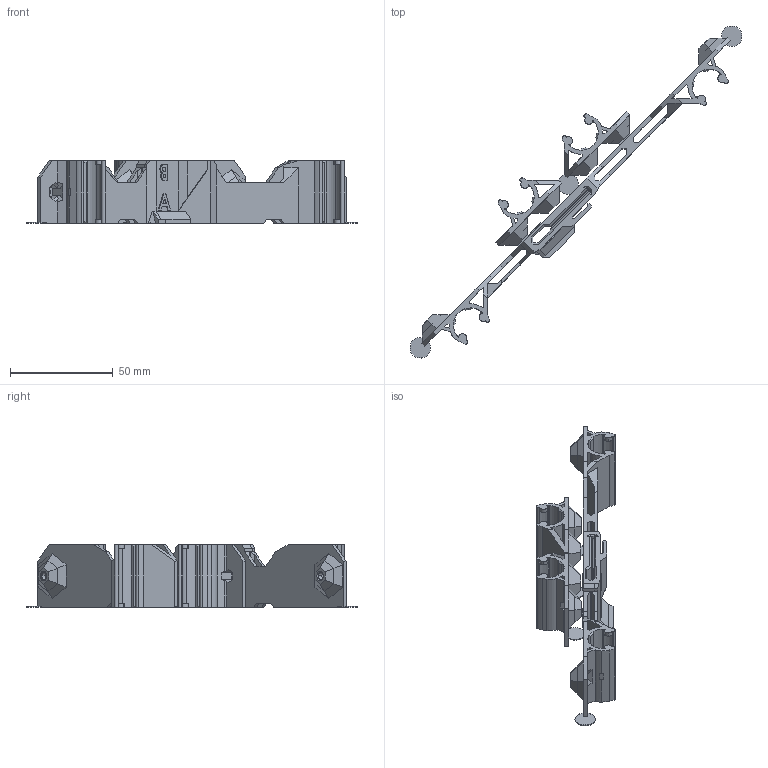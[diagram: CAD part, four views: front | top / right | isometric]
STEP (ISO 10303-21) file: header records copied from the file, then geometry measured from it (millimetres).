
FILE_DESCRIPTION (( 'STEP AP203' ), '1' );
FILE_NAME ('10_Support plateau.STEP', '2016-09-13T09:26:57', ( '' ), ( '' ), 'SwSTEP 2.0', 'SolidWorks 2016', '' );
FILE_SCHEMA (( 'CONFIG_CONTROL_DESIGN' ));
Length unit declared in the file: millimetre
Products named in the file (1): 10_Support plateau
Bounding box: 161.29 x 161.29 x 30.5 mm (x, y, z)
Volume: 45409 mm3; surface area: 37457.6 mm2
Topology: 1 solids, 2 shells, 646 faces, 1796 edges, 1159 vertices
Faces by surface type: plane 430, cylinder 150, cone 48, bspline 18
Entity records: 21835 total; most frequent: CARTESIAN_POINT 5324, ORIENTED_EDGE 3592, DIRECTION 3218, EDGE_CURVE 1796, LINE 1272, VECTOR 1272, VERTEX_POINT 1159, AXIS2_PLACEMENT_3D 973
